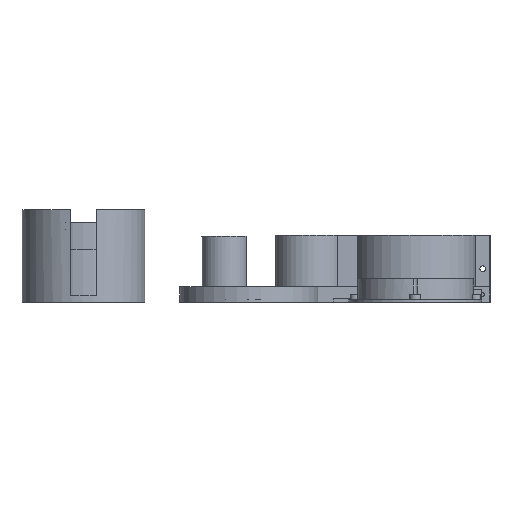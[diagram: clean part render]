
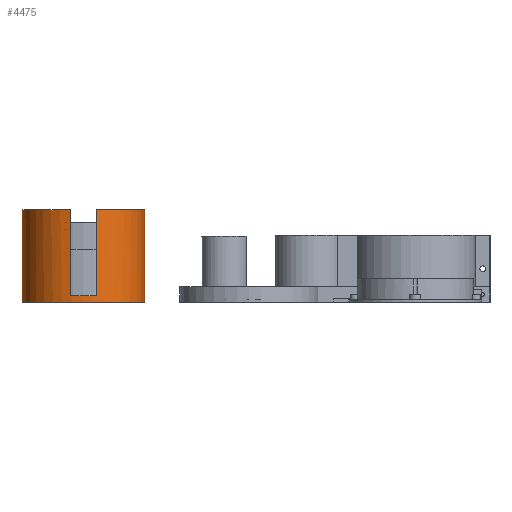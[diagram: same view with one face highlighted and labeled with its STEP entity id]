
A CAD part, left-side view. The second image highlights one B-rep face of the part: STEP entity #4475.
In plain terms, the highlighted cylindrical face has radius 46.25 mm (diameter 92.5 mm), a full revolution.
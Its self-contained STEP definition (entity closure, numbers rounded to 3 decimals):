
#235=LINE('',#7068,#562);
#245=LINE('',#7095,#572);
#249=LINE('',#7109,#576);
#259=LINE('',#7136,#586);
#261=LINE('',#7164,#588);
#562=VECTOR('',#5816,10.);
#572=VECTOR('',#5828,10.);
#576=VECTOR('',#5840,10.);
#586=VECTOR('',#5852,10.);
#588=VECTOR('',#5902,46.25);
#835=CYLINDRICAL_SURFACE('',#4927,46.25);
#1127=FACE_OUTER_BOUND('',#1457,.T.);
#1457=EDGE_LOOP('',(#3611,#3612,#3613,#3614,#3615,#3616,#3617,#3618,#3619,
#3620,#3621,#3622));
#1766=CIRCLE('',#4895,46.25);
#1767=CIRCLE('',#4896,46.25);
#1770=CIRCLE('',#4902,46.25);
#1778=CIRCLE('',#4918,46.25);
#1783=CIRCLE('',#4928,46.25);
#1784=CIRCLE('',#4929,46.25);
#2054=VERTEX_POINT('',#7055);
#2055=VERTEX_POINT('',#7057);
#2056=VERTEX_POINT('',#7059);
#2059=VERTEX_POINT('',#7067);
#2069=VERTEX_POINT('',#7093);
#2072=VERTEX_POINT('',#7100);
#2073=VERTEX_POINT('',#7102);
#2075=VERTEX_POINT('',#7108);
#2085=VERTEX_POINT('',#7134);
#2087=VERTEX_POINT('',#7163);
#2583=EDGE_CURVE('',#2055,#2054,#1766,.T.);
#2584=EDGE_CURVE('',#2056,#2055,#1767,.T.);
#2588=EDGE_CURVE('',#2059,#2056,#235,.T.);
#2600=EDGE_CURVE('',#2054,#2069,#245,.T.);
#2603=EDGE_CURVE('',#2073,#2072,#1770,.T.);
#2606=EDGE_CURVE('',#2075,#2073,#249,.T.);
#2618=EDGE_CURVE('',#2072,#2085,#259,.T.);
#2627=EDGE_CURVE('',#2059,#2085,#1778,.T.);
#2632=EDGE_CURVE('',#2075,#2069,#1783,.T.);
#2633=EDGE_CURVE('',#2055,#2087,#261,.T.);
#2634=EDGE_CURVE('',#2087,#2087,#1784,.T.);
#3611=ORIENTED_EDGE('',*,*,#2600,.T.);
#3612=ORIENTED_EDGE('',*,*,#2632,.F.);
#3613=ORIENTED_EDGE('',*,*,#2606,.T.);
#3614=ORIENTED_EDGE('',*,*,#2603,.T.);
#3615=ORIENTED_EDGE('',*,*,#2618,.T.);
#3616=ORIENTED_EDGE('',*,*,#2627,.F.);
#3617=ORIENTED_EDGE('',*,*,#2588,.T.);
#3618=ORIENTED_EDGE('',*,*,#2584,.T.);
#3619=ORIENTED_EDGE('',*,*,#2633,.T.);
#3620=ORIENTED_EDGE('',*,*,#2634,.T.);
#3621=ORIENTED_EDGE('',*,*,#2633,.F.);
#3622=ORIENTED_EDGE('',*,*,#2583,.T.);
#4475=ADVANCED_FACE('',(#1127),#835,.T.);
#4895=AXIS2_PLACEMENT_3D('',#7058,#5806,#5807);
#4896=AXIS2_PLACEMENT_3D('',#7060,#5808,#5809);
#4902=AXIS2_PLACEMENT_3D('',#7103,#5834,#5835);
#4918=AXIS2_PLACEMENT_3D('',#7152,#5880,#5881);
#4927=AXIS2_PLACEMENT_3D('',#7161,#5898,#5899);
#4928=AXIS2_PLACEMENT_3D('',#7162,#5900,#5901);
#4929=AXIS2_PLACEMENT_3D('',#7165,#5903,#5904);
#5806=DIRECTION('center_axis',(0.,0.,-1.));
#5807=DIRECTION('ref_axis',(1.,0.,0.));
#5808=DIRECTION('center_axis',(0.,0.,-1.));
#5809=DIRECTION('ref_axis',(1.,0.,0.));
#5816=DIRECTION('',(0.,0.,-1.));
#5828=DIRECTION('',(0.,0.,1.));
#5834=DIRECTION('center_axis',(0.,0.,-1.));
#5835=DIRECTION('ref_axis',(1.,0.,0.));
#5840=DIRECTION('',(0.,0.,-1.));
#5852=DIRECTION('',(0.,0.,1.));
#5880=DIRECTION('center_axis',(0.,0.,1.));
#5881=DIRECTION('ref_axis',(1.,0.,0.));
#5898=DIRECTION('center_axis',(0.,0.,1.));
#5899=DIRECTION('ref_axis',(1.,0.,0.));
#5900=DIRECTION('center_axis',(0.,0.,1.));
#5901=DIRECTION('ref_axis',(1.,0.,0.));
#5902=DIRECTION('',(0.,0.,-1.));
#5903=DIRECTION('center_axis',(0.,0.,1.));
#5904=DIRECTION('ref_axis',(1.,0.,0.));
#7055=CARTESIAN_POINT('',(4.844,310.,5.));
#7057=CARTESIAN_POINT('',(3.75,300.,5.));
#7058=CARTESIAN_POINT('Origin',(50.,300.,5.));
#7059=CARTESIAN_POINT('',(4.844,290.,5.));
#7060=CARTESIAN_POINT('Origin',(50.,300.,5.));
#7067=CARTESIAN_POINT('',(4.844,290.,70.));
#7068=CARTESIAN_POINT('',(4.844,290.,0.));
#7093=CARTESIAN_POINT('',(4.844,310.,70.));
#7095=CARTESIAN_POINT('',(4.844,310.,0.));
#7100=CARTESIAN_POINT('',(95.156,290.,5.));
#7102=CARTESIAN_POINT('',(95.156,310.,5.));
#7103=CARTESIAN_POINT('Origin',(50.,300.,5.));
#7108=CARTESIAN_POINT('',(95.156,310.,70.));
#7109=CARTESIAN_POINT('',(95.156,310.,0.));
#7134=CARTESIAN_POINT('',(95.156,290.,70.));
#7136=CARTESIAN_POINT('',(95.156,290.,0.));
#7152=CARTESIAN_POINT('Origin',(50.,300.,70.));
#7161=CARTESIAN_POINT('Origin',(50.,300.,0.));
#7162=CARTESIAN_POINT('Origin',(50.,300.,70.));
#7163=CARTESIAN_POINT('',(3.75,300.,0.));
#7164=CARTESIAN_POINT('',(3.75,300.,0.));
#7165=CARTESIAN_POINT('Origin',(50.,300.,0.));
